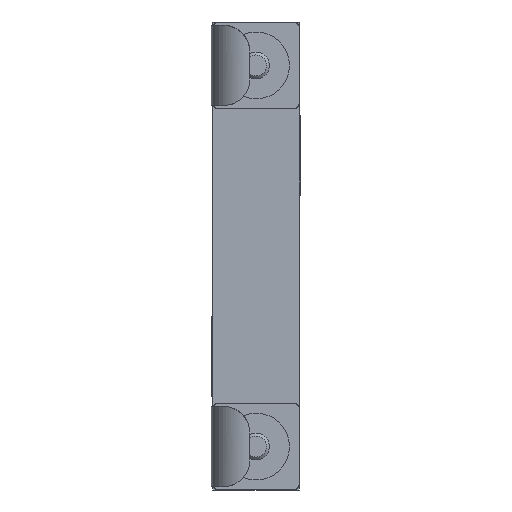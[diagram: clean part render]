
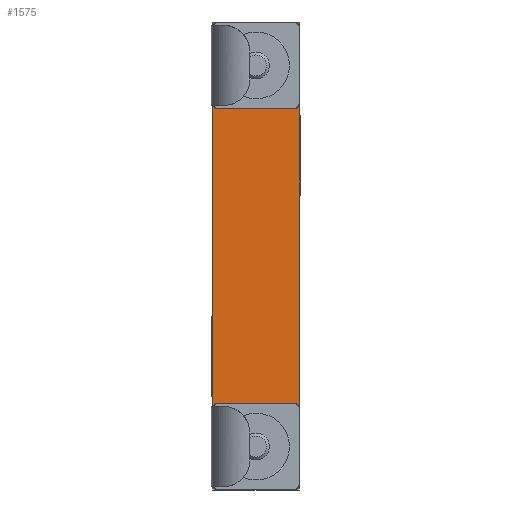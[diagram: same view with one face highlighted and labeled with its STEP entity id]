
A CAD part, front view. The second image highlights one B-rep face of the part: STEP entity #1575.
In plain terms, the highlighted planar face has unit normal (0, -1, 0).
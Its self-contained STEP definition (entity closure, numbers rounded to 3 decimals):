
#139=FACE_BOUND('',#273,.T.);
#140=FACE_BOUND('',#274,.T.);
#175=FACE_OUTER_BOUND('',#272,.T.);
#272=EDGE_LOOP('',(#1176,#1177,#1178,#1179));
#273=EDGE_LOOP('',(#1180));
#274=EDGE_LOOP('',(#1181));
#380=LINE('',#2538,#509);
#383=LINE('',#2543,#512);
#393=LINE('',#2565,#522);
#394=LINE('',#2567,#523);
#509=VECTOR('',#2058,10.);
#512=VECTOR('',#2063,10.);
#522=VECTOR('',#2087,10.);
#523=VECTOR('',#2090,10.);
#627=CIRCLE('',#1784,2.1);
#628=CIRCLE('',#1786,2.1);
#704=VERTEX_POINT('',#2494);
#705=VERTEX_POINT('',#2498);
#718=VERTEX_POINT('',#2535);
#719=VERTEX_POINT('',#2537);
#720=VERTEX_POINT('',#2541);
#725=VERTEX_POINT('',#2563);
#862=EDGE_CURVE('',#704,#704,#627,.T.);
#864=EDGE_CURVE('',#705,#705,#628,.T.);
#882=EDGE_CURVE('',#719,#718,#380,.T.);
#885=EDGE_CURVE('',#718,#720,#383,.T.);
#897=EDGE_CURVE('',#720,#725,#393,.T.);
#898=EDGE_CURVE('',#725,#719,#394,.T.);
#1176=ORIENTED_EDGE('',*,*,#882,.T.);
#1177=ORIENTED_EDGE('',*,*,#885,.T.);
#1178=ORIENTED_EDGE('',*,*,#897,.T.);
#1179=ORIENTED_EDGE('',*,*,#898,.T.);
#1180=ORIENTED_EDGE('',*,*,#862,.T.);
#1181=ORIENTED_EDGE('',*,*,#864,.T.);
#1495=PLANE('',#1804);
#1575=ADVANCED_FACE('',(#175,#139,#140),#1495,.T.);
#1784=AXIS2_PLACEMENT_3D('',#2496,#2020,#2021);
#1786=AXIS2_PLACEMENT_3D('',#2500,#2025,#2026);
#1804=AXIS2_PLACEMENT_3D('',#2568,#2091,#2092);
#2020=DIRECTION('center_axis',(0.,1.,0.));
#2021=DIRECTION('ref_axis',(-1.,0.,0.));
#2025=DIRECTION('center_axis',(0.,1.,0.));
#2026=DIRECTION('ref_axis',(-1.,0.,0.));
#2058=DIRECTION('',(-1.,0.,0.));
#2063=DIRECTION('',(0.,0.,-1.));
#2087=DIRECTION('',(1.,0.,0.));
#2090=DIRECTION('',(0.,0.,1.));
#2091=DIRECTION('center_axis',(0.,-1.,0.));
#2092=DIRECTION('ref_axis',(0.,0.,-1.));
#2494=CARTESIAN_POINT('',(2.1,0.,-28.5));
#2496=CARTESIAN_POINT('Origin',(0.,0.,
-28.5));
#2498=CARTESIAN_POINT('',(2.1,0.,28.5));
#2500=CARTESIAN_POINT('Origin',(0.,0.,
28.5));
#2535=CARTESIAN_POINT('',(-6.5,0.,35.));
#2537=CARTESIAN_POINT('',(6.5,0.,35.));
#2538=CARTESIAN_POINT('',(-6.5,0.,35.));
#2541=CARTESIAN_POINT('',(-6.5,0.,-35.));
#2543=CARTESIAN_POINT('',(-6.5,0.,0.));
#2563=CARTESIAN_POINT('',(6.5,0.,-35.));
#2565=CARTESIAN_POINT('',(-6.5,0.,-35.));
#2567=CARTESIAN_POINT('',(6.5,0.,0.));
#2568=CARTESIAN_POINT('Origin',(6.5,0.,0.));
